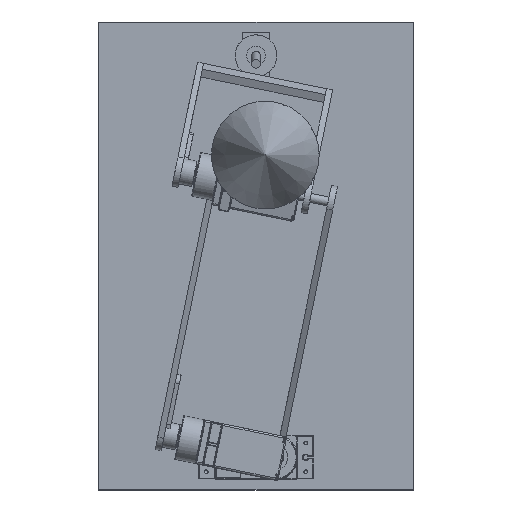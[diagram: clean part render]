
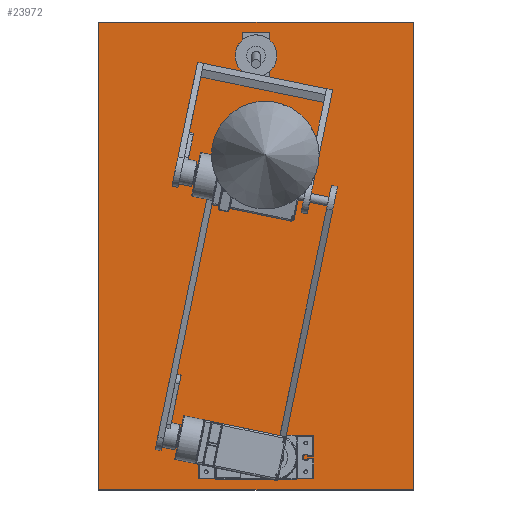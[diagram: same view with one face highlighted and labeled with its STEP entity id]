
A CAD part, top view. The second image highlights one B-rep face of the part: STEP entity #23972.
In plain terms, the highlighted planar face has unit normal (0, 0, 1).
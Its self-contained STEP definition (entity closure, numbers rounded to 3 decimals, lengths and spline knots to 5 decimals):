
#9686=ORIENTED_EDGE('',*,*,#13076,.F.);
#9687=ORIENTED_EDGE('',*,*,#13077,.T.);
#9688=ORIENTED_EDGE('',*,*,#13078,.T.);
#9689=ORIENTED_EDGE('',*,*,#13079,.F.);
#9690=ORIENTED_EDGE('',*,*,#13080,.F.);
#9691=ORIENTED_EDGE('',*,*,#13081,.T.);
#9692=ORIENTED_EDGE('',*,*,#13082,.T.);
#9693=ORIENTED_EDGE('',*,*,#13083,.F.);
#9694=ORIENTED_EDGE('',*,*,#13084,.F.);
#9695=ORIENTED_EDGE('',*,*,#13085,.T.);
#9696=ORIENTED_EDGE('',*,*,#13086,.T.);
#9697=ORIENTED_EDGE('',*,*,#13087,.F.);
#13076=EDGE_CURVE('',#15235,#15236,#17140,.T.);
#13077=EDGE_CURVE('',#15235,#15237,#17141,.T.);
#13078=EDGE_CURVE('',#15237,#15238,#17142,.T.);
#13079=EDGE_CURVE('',#15236,#15238,#17143,.T.);
#13080=EDGE_CURVE('',#15239,#15240,#17144,.T.);
#13081=EDGE_CURVE('',#15239,#15241,#17145,.T.);
#13082=EDGE_CURVE('',#15241,#15242,#17146,.T.);
#13083=EDGE_CURVE('',#15240,#15242,#17147,.T.);
#13084=EDGE_CURVE('',#15243,#15244,#17148,.T.);
#13085=EDGE_CURVE('',#15243,#15245,#17149,.T.);
#13086=EDGE_CURVE('',#15245,#15246,#17150,.T.);
#13087=EDGE_CURVE('',#15244,#15246,#17151,.T.);
#15235=VERTEX_POINT('',#61493);
#15236=VERTEX_POINT('',#61494);
#15237=VERTEX_POINT('',#61496);
#15238=VERTEX_POINT('',#61498);
#15239=VERTEX_POINT('',#61501);
#15240=VERTEX_POINT('',#61502);
#15241=VERTEX_POINT('',#61504);
#15242=VERTEX_POINT('',#61506);
#15243=VERTEX_POINT('',#61509);
#15244=VERTEX_POINT('',#61510);
#15245=VERTEX_POINT('',#61512);
#15246=VERTEX_POINT('',#61514);
#17140=LINE('',#61492,#19055);
#17141=LINE('',#61495,#19056);
#17142=LINE('',#61497,#19057);
#17143=LINE('',#61499,#19058);
#17144=LINE('',#61500,#19059);
#17145=LINE('',#61503,#19060);
#17146=LINE('',#61505,#19061);
#17147=LINE('',#61507,#19062);
#17148=LINE('',#61508,#19063);
#17149=LINE('',#61511,#19064);
#17150=LINE('',#61513,#19065);
#17151=LINE('',#61515,#19066);
#19055=VECTOR('',#36158,1.);
#19056=VECTOR('',#36159,1.);
#19057=VECTOR('',#36160,1.);
#19058=VECTOR('',#36161,1.);
#19059=VECTOR('',#36162,1.);
#19060=VECTOR('',#36163,1.);
#19061=VECTOR('',#36164,1.);
#19062=VECTOR('',#36165,1.);
#19063=VECTOR('',#36166,1.);
#19064=VECTOR('',#36167,1.);
#19065=VECTOR('',#36168,1.);
#19066=VECTOR('',#36169,1.);
#20538=EDGE_LOOP('',(#9686,#9687,#9688,#9689));
#20539=EDGE_LOOP('',(#9690,#9691,#9692,#9693));
#20540=EDGE_LOOP('',(#9694,#9695,#9696,#9697));
#22001=FACE_BOUND('',#20538,.T.);
#22002=FACE_BOUND('',#20539,.T.);
#22003=FACE_BOUND('',#20540,.T.);
#22655=PLANE('',#31384);
#23972=ADVANCED_FACE('',(#22001,#22002,#22003),#22655,.T.);
#31384=AXIS2_PLACEMENT_3D('',#61491,#36156,#36157);
#36156=DIRECTION('',(0.,0.,1.));
#36157=DIRECTION('',(1.,0.,0.));
#36158=DIRECTION('',(-1.,0.,0.));
#36159=DIRECTION('',(0.,1.,0.));
#36160=DIRECTION('',(-1.,0.,0.));
#36161=DIRECTION('',(0.,1.,0.));
#36162=DIRECTION('',(0.,1.,0.));
#36163=DIRECTION('',(-1.,0.,0.));
#36164=DIRECTION('',(0.,1.,0.));
#36165=DIRECTION('',(-1.,0.,0.));
#36166=DIRECTION('',(0.,1.,0.));
#36167=DIRECTION('',(-1.,0.,0.));
#36168=DIRECTION('',(0.,1.,0.));
#36169=DIRECTION('',(-1.,0.,0.));
#61491=CARTESIAN_POINT('',(0.,0.,0.054));
#61492=CARTESIAN_POINT('',(0.,-0.04375,0.054));
#61493=CARTESIAN_POINT('',(0.06515,-0.04375,0.054));
#61494=CARTESIAN_POINT('',(-0.06515,-0.04375,0.054));
#61495=CARTESIAN_POINT('',(0.06515,0.,0.054));
#61496=CARTESIAN_POINT('',(0.06515,0.04375,0.054));
#61497=CARTESIAN_POINT('',(0.,0.04375,0.054));
#61498=CARTESIAN_POINT('',(-0.06515,0.04375,0.054));
#61499=CARTESIAN_POINT('',(-0.06515,0.,0.054));
#61500=CARTESIAN_POINT('',(-0.04935,0.,0.054));
#61501=CARTESIAN_POINT('',(-0.04935,-0.00375,0.054));
#61502=CARTESIAN_POINT('',(-0.04935,0.00375,0.054));
#61503=CARTESIAN_POINT('',(-0.05575,-0.00375,0.054));
#61504=CARTESIAN_POINT('',(-0.06215,-0.00375,0.054));
#61505=CARTESIAN_POINT('',(-0.06215,0.,0.054));
#61506=CARTESIAN_POINT('',(-0.06215,0.00375,0.054));
#61507=CARTESIAN_POINT('',(-0.05575,0.00375,0.054));
#61508=CARTESIAN_POINT('',(0.06215,0.,0.054));
#61509=CARTESIAN_POINT('',(0.06215,-0.0111,0.054));
#61510=CARTESIAN_POINT('',(0.06215,0.0111,0.054));
#61511=CARTESIAN_POINT('',(0.05615,-0.0111,0.054));
#61512=CARTESIAN_POINT('',(0.05015,-0.0111,0.054));
#61513=CARTESIAN_POINT('',(0.05015,0.,0.054));
#61514=CARTESIAN_POINT('',(0.05015,0.0111,0.054));
#61515=CARTESIAN_POINT('',(0.05615,0.0111,0.054));
